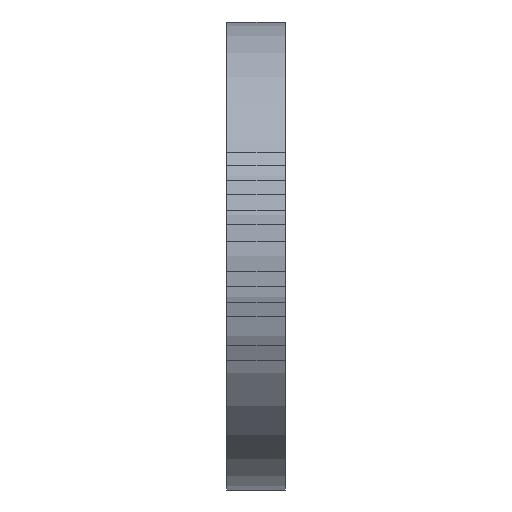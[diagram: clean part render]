
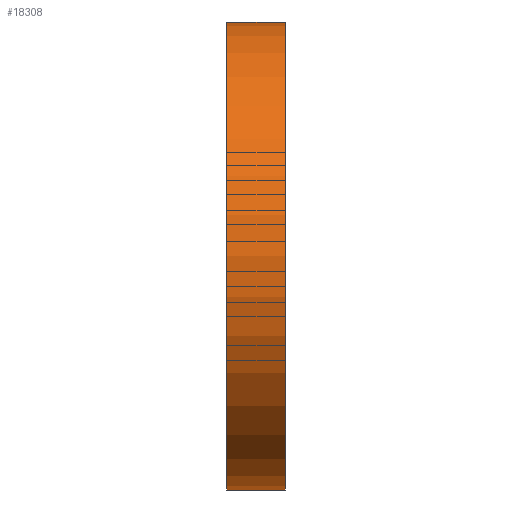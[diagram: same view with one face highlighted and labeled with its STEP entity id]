
A CAD part, left-side view. The second image highlights one B-rep face of the part: STEP entity #18308.
In plain terms, the highlighted cylindrical face has radius 38.1 mm (diameter 76.2 mm), a partial arc.
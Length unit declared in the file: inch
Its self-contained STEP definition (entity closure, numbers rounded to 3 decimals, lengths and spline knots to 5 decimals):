
#409 = ORIENTED_EDGE ( 'NONE', *, *, #13274, .T. ) ;
#2110 = AXIS2_PLACEMENT_3D ( 'NONE', #13682, #16224, #28774 ) ;
#3080 = DIRECTION ( 'NONE',  ( 0., 1., 0. ) ) ;
#3110 = VERTEX_POINT ( 'NONE', #21282 ) ;
#5090 = EDGE_CURVE ( 'NONE', #14802, #3110, #13216, .T. ) ;
#6531 = VECTOR ( 'NONE', #12324, 39.37008 ) ;
#8348 = CARTESIAN_POINT ( 'NONE',  ( -3.05006, 0.375, -1.5 ) ) ;
#8621 = EDGE_CURVE ( 'NONE', #32035, #14802, #18114, .T. ) ;
#9033 = CIRCLE ( 'NONE', #21769, 1.5 ) ;
#9434 = EDGE_LOOP ( 'NONE', ( #17314, #23040, #30111, #409 ) ) ;
#9438 = CARTESIAN_POINT ( 'NONE',  ( -3.05006, 0.375, -1.5 ) ) ;
#12324 = DIRECTION ( 'NONE',  ( 0., -1., 0. ) ) ;
#12559 = CARTESIAN_POINT ( 'NONE',  ( -3.05006, 0.375, 1.5 ) ) ;
#13216 = LINE ( 'NONE', #22381, #6531 ) ;
#13274 = EDGE_CURVE ( 'NONE', #32035, #14631, #23116, .T. ) ;
#13497 = AXIS2_PLACEMENT_3D ( 'NONE', #18216, #3080, #20727 ) ;
#13682 = CARTESIAN_POINT ( 'NONE',  ( -3.05006, 0.375, 0. ) ) ;
#14164 = CARTESIAN_POINT ( 'NONE',  ( -3.05006, 0., 0. ) ) ;
#14631 = VERTEX_POINT ( 'NONE', #19128 ) ;
#14802 = VERTEX_POINT ( 'NONE', #12559 ) ;
#15607 = VECTOR ( 'NONE', #23495, 39.37008 ) ;
#16224 = DIRECTION ( 'NONE',  ( 0., -1., 0. ) ) ;
#16739 = DIRECTION ( 'NONE',  ( 0., 0., 1. ) ) ;
#17314 = ORIENTED_EDGE ( 'NONE', *, *, #18779, .T. ) ;
#18114 = CIRCLE ( 'NONE', #13497, 1.5 ) ;
#18216 = CARTESIAN_POINT ( 'NONE',  ( -3.05006, 0.375, 0. ) ) ;
#18308 = ADVANCED_FACE ( 'NONE', ( #23322 ), #29223, .T. ) ;
#18779 = EDGE_CURVE ( 'NONE', #14631, #3110, #9033, .T. ) ;
#19128 = CARTESIAN_POINT ( 'NONE',  ( -3.05006, 0., -1.5 ) ) ;
#20727 = DIRECTION ( 'NONE',  ( 0., 0., 1. ) ) ;
#21282 = CARTESIAN_POINT ( 'NONE',  ( -3.05006, 0., 1.5 ) ) ;
#21769 = AXIS2_PLACEMENT_3D ( 'NONE', #14164, #31849, #16739 ) ;
#22381 = CARTESIAN_POINT ( 'NONE',  ( -3.05006, 0.375, 1.5 ) ) ;
#23040 = ORIENTED_EDGE ( 'NONE', *, *, #5090, .F. ) ;
#23116 = LINE ( 'NONE', #8348, #15607 ) ;
#23322 = FACE_OUTER_BOUND ( 'NONE', #9434, .T. ) ;
#23495 = DIRECTION ( 'NONE',  ( 0., -1., 0. ) ) ;
#28774 = DIRECTION ( 'NONE',  ( 0., 0., -1. ) ) ;
#29223 = CYLINDRICAL_SURFACE ( 'NONE', #2110, 1.5 ) ;
#30111 = ORIENTED_EDGE ( 'NONE', *, *, #8621, .F. ) ;
#31849 = DIRECTION ( 'NONE',  ( 0., 1., 0. ) ) ;
#32035 = VERTEX_POINT ( 'NONE', #9438 ) ;
